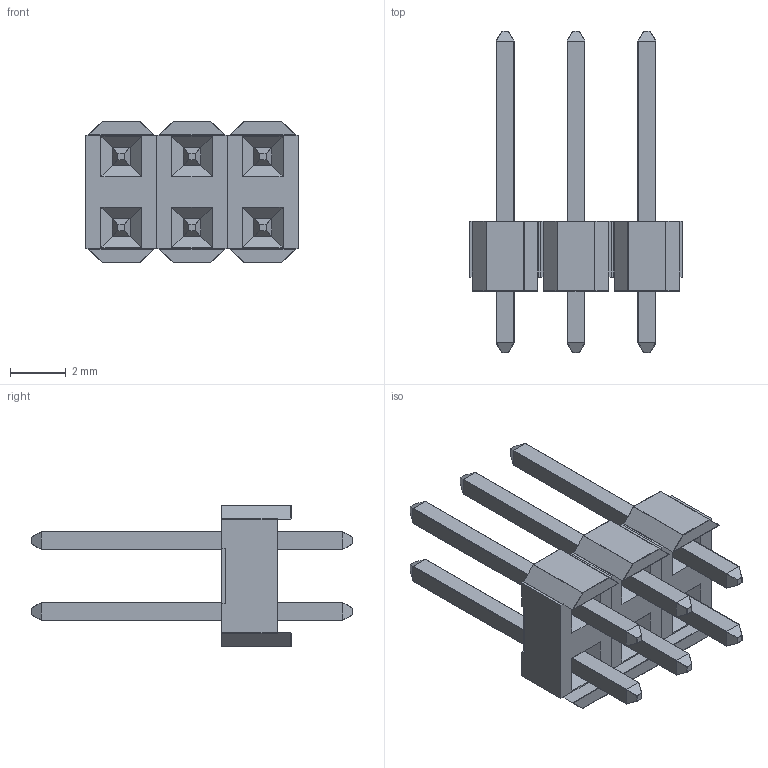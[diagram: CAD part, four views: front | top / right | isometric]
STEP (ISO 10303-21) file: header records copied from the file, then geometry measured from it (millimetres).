
FILE_DESCRIPTION (( 'STEP AP214' ), '1' );
FILE_NAME ('header-2.54-2x3.STEP', '2021-07-10T12:37:20', ( '' ), ( '' ), 'SwSTEP 2.0', 'SolidWorks 2021', '' );
FILE_SCHEMA (( 'AUTOMOTIVE_DESIGN' ));
Length unit declared in the file: millimetre
Products named in the file (3): header-2.54-body2_默认; header-2.54-2x3; header-2.54-pin_默认
Assembly tree (9 placements, depth 2):
  header-2.54-2x3
    header-2.54-body2_默认  x3
    header-2.54-pin_默认  x6
Bounding box: 7.62 x 11.5 x 5.08 mm (x, y, z)
Volume: 96.6 mm3; surface area: 370.7 mm2
Topology: 9 solids, 9 shells, 510 faces, 1194 edges, 696 vertices
Faces by surface type: cylinder 216, plane 210, sphere 72, torus 12
Entity records: 3738 total; most frequent: CARTESIAN_POINT 712, DIRECTION 624, ORIENTED_EDGE 600, EDGE_CURVE 300, AXIS2_PLACEMENT_3D 216, VECTOR 192, LINE 192, VERTEX_POINT 176
